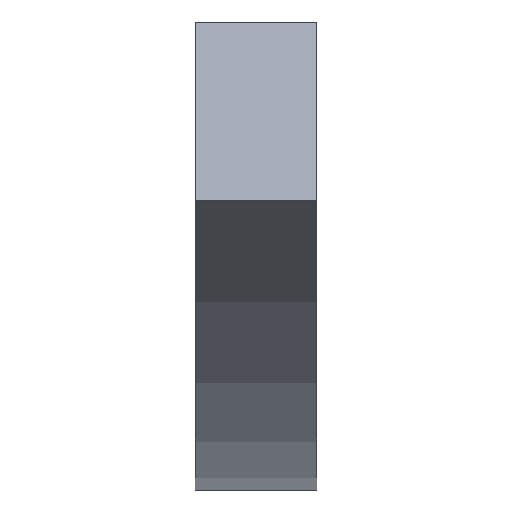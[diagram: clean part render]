
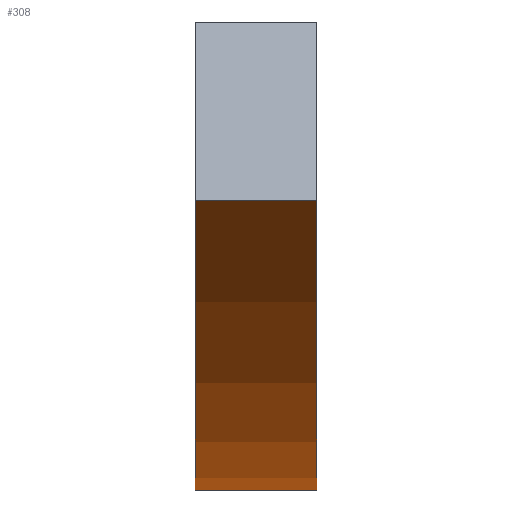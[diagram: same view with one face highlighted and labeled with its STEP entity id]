
A CAD part, left-side view. The second image highlights one B-rep face of the part: STEP entity #308.
In plain terms, the highlighted cylindrical face has radius 30 mm (diameter 60 mm), a partial arc.
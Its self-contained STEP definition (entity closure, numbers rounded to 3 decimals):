
#8 = EDGE_CURVE ( 'NONE', #492, #510, #102, .T. ) ;
#43 = DIRECTION ( 'NONE',  ( 0., 0., 1. ) ) ;
#88 = VERTEX_POINT ( 'NONE', #196 ) ;
#89 = CARTESIAN_POINT ( 'NONE',  ( 0., 0., 0. ) ) ;
#100 = ORIENTED_EDGE ( 'NONE', *, *, #8, .T. ) ;
#102 = LINE ( 'NONE', #281, #374 ) ;
#130 = CARTESIAN_POINT ( 'NONE',  ( -19.434, 3., -22.854 ) ) ;
#161 = LINE ( 'NONE', #353, #275 ) ;
#196 = CARTESIAN_POINT ( 'NONE',  ( -19.434, 0., -22.854 ) ) ;
#197 = CIRCLE ( 'NONE', #430, 30. ) ;
#214 = ORIENTED_EDGE ( 'NONE', *, *, #252, .T. ) ;
#217 = DIRECTION ( 'NONE',  ( 0., -1., 0. ) ) ;
#223 = AXIS2_PLACEMENT_3D ( 'NONE', #263, #217, #405 ) ;
#226 = EDGE_CURVE ( 'NONE', #349, #88, #161, .T. ) ;
#252 = EDGE_CURVE ( 'NONE', #510, #88, #372, .T. ) ;
#259 = EDGE_CURVE ( 'NONE', #492, #349, #197, .T. ) ;
#263 = CARTESIAN_POINT ( 'NONE',  ( 0., 3., 0. ) ) ;
#275 = VECTOR ( 'NONE', #305, 1000. ) ;
#281 = CARTESIAN_POINT ( 'NONE',  ( 0., 3., -30. ) ) ;
#305 = DIRECTION ( 'NONE',  ( 0., -1., 0. ) ) ;
#308 = ADVANCED_FACE ( 'NONE', ( #449 ), #531, .T. ) ;
#349 = VERTEX_POINT ( 'NONE', #130 ) ;
#353 = CARTESIAN_POINT ( 'NONE',  ( -19.434, 3., -22.854 ) ) ;
#364 = ORIENTED_EDGE ( 'NONE', *, *, #259, .F. ) ;
#372 = CIRCLE ( 'NONE', #461, 30. ) ;
#374 = VECTOR ( 'NONE', #455, 1000. ) ;
#392 = DIRECTION ( 'NONE',  ( 0., 1., 0. ) ) ;
#400 = DIRECTION ( 'NONE',  ( 0., 0., 1. ) ) ;
#405 = DIRECTION ( 'NONE',  ( 0., 0., -1. ) ) ;
#430 = AXIS2_PLACEMENT_3D ( 'NONE', #436, #392, #43 ) ;
#433 = CARTESIAN_POINT ( 'NONE',  ( 0., 0., -30. ) ) ;
#436 = CARTESIAN_POINT ( 'NONE',  ( 0., 3., 0. ) ) ;
#445 = DIRECTION ( 'NONE',  ( 0., 1., 0. ) ) ;
#449 = FACE_OUTER_BOUND ( 'NONE', #485, .T. ) ;
#455 = DIRECTION ( 'NONE',  ( 0., -1., 0. ) ) ;
#461 = AXIS2_PLACEMENT_3D ( 'NONE', #89, #445, #400 ) ;
#469 = CARTESIAN_POINT ( 'NONE',  ( 0., 3., -30. ) ) ;
#485 = EDGE_LOOP ( 'NONE', ( #364, #100, #214, #534 ) ) ;
#492 = VERTEX_POINT ( 'NONE', #469 ) ;
#510 = VERTEX_POINT ( 'NONE', #433 ) ;
#531 = CYLINDRICAL_SURFACE ( 'NONE', #223, 30. ) ;
#534 = ORIENTED_EDGE ( 'NONE', *, *, #226, .F. ) ;
